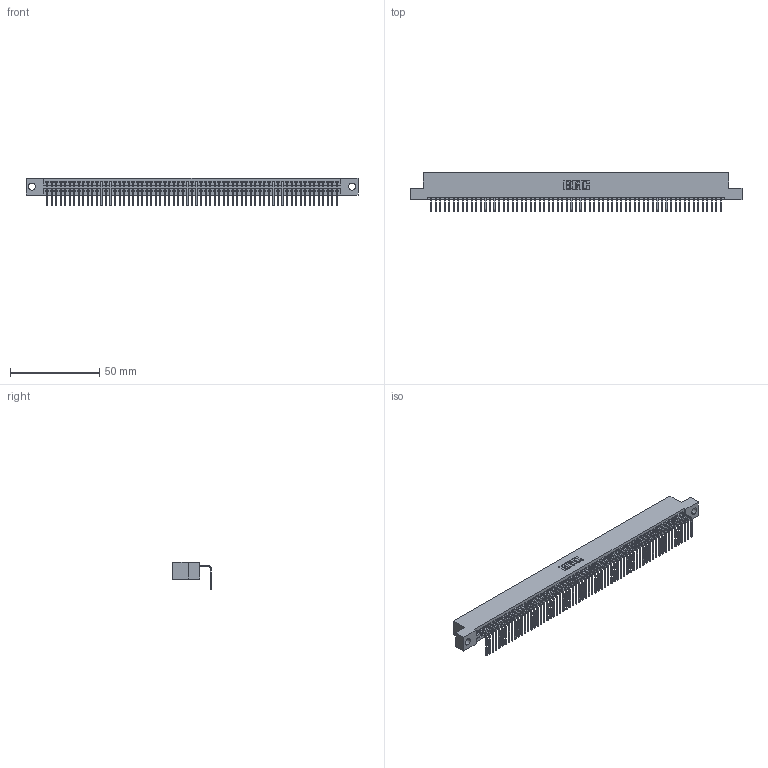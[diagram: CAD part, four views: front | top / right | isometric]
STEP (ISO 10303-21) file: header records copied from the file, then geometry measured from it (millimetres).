
FILE_DESCRIPTION (( 'STEP AP203' ), '1' );
FILE_NAME ('395-065-558-104.STEP', '2018-11-24T23:48:59', ( '' ), ( '' ), 'SwSTEP 2.0', 'SolidWorks 2016', '' );
FILE_SCHEMA (( 'CONFIG_CONTROL_DESIGN' ));
Length unit declared in the file: inch
Products named in the file (3): 345 Part_Flush Mounting Lugs - 0.156 Dia-TH; 395-065-558-104; 345-292-001_558 Tail - 2
Assembly tree (66 placements, depth 2):
  395-065-558-104
    345 Part_Flush Mounting Lugs - 0.156 Dia-TH
    345-292-001_558 Tail - 2  x65
Bounding box: 186.31 x 21.83 x 15.37 mm (x, y, z)
Volume: 18012.9 mm3; surface area: 25331.5 mm2
Topology: 66 solids, 66 shells, 4026 faces, 12171 edges, 8026 vertices
Faces by surface type: plane 2810, cylinder 1216
Entity records: 45911 total; most frequent: CARTESIAN_POINT 7959, ORIENTED_EDGE 7958, DIRECTION 6917, EDGE_CURVE 3979, VECTOR 3587, LINE 3587, VERTEX_POINT 2650, AXIS2_PLACEMENT_3D 1665
